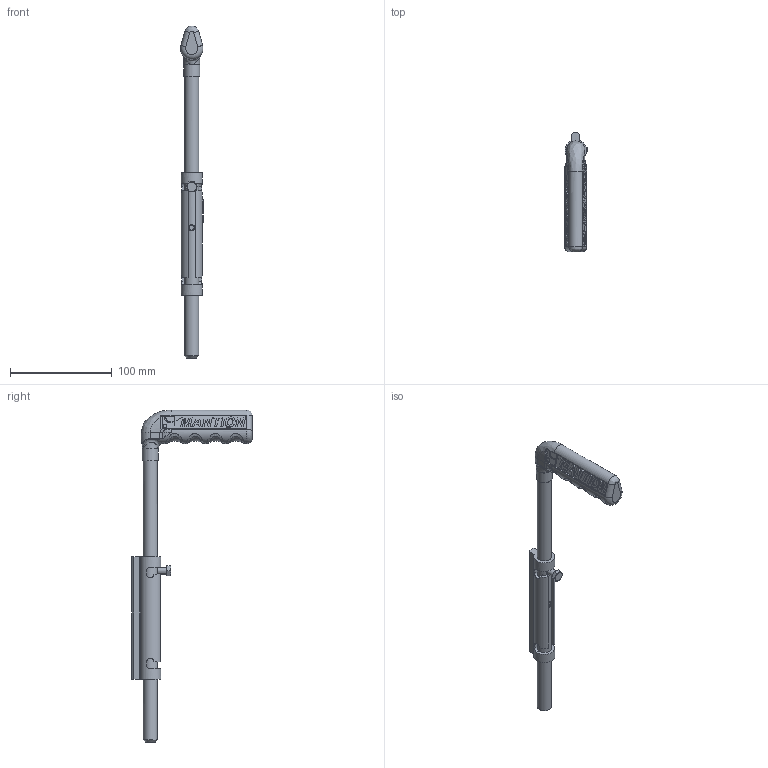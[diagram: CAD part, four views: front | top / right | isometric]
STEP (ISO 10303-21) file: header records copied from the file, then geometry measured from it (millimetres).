
FILE_DESCRIPTION(/* description */ (''),/* implementation_level */ '2;1');
FILE_NAME(/* name */ '1314SO.stp',/* time_stamp */ '2019-04-25T09:56:19+02:00',/* author */ ('DBARI'),/* organization */ (''),/* preprocessor_version */ 'ST-DEVELOPER v17.2',/* originating_system */ 'Autodesk Inventor 2019',/* authorisation */ '');
FILE_SCHEMA (('AUTOMOTIVE_DESIGN { 1 0 10303 214 3 1 1 }'));
Length unit declared in the file: centimetre
Products named in the file (5): 1314 SO; 15459; 23595; 21378; 23593
Assembly tree (4 placements, depth 2):
  1314 SO
    15459
    23595
    21378
    23593
Bounding box: 22.5 x 118 x 326 mm (x, y, z)
Volume: 121227.7 mm3; surface area: 50303.6 mm2
Topology: 4 solids, 4 shells, 461 faces, 1240 edges, 814 vertices
Faces by surface type: plane 255, bspline 111, cylinder 77, torus 12, cone 6
Full cylindrical faces by diameter (mm): 2 x2, 3.759 x2, 4.917 x2, 6 x7, 6.5 x1, 14 x4, 14.2 x1, 15.5 x1
Entity records: 20997 total; most frequent: CARTESIAN_POINT 9944, ORIENTED_EDGE 2476, DIRECTION 1858, EDGE_CURVE 1238, VERTEX_POINT 816, LINE 716, VECTOR 716, AXIS2_PLACEMENT_3D 571
